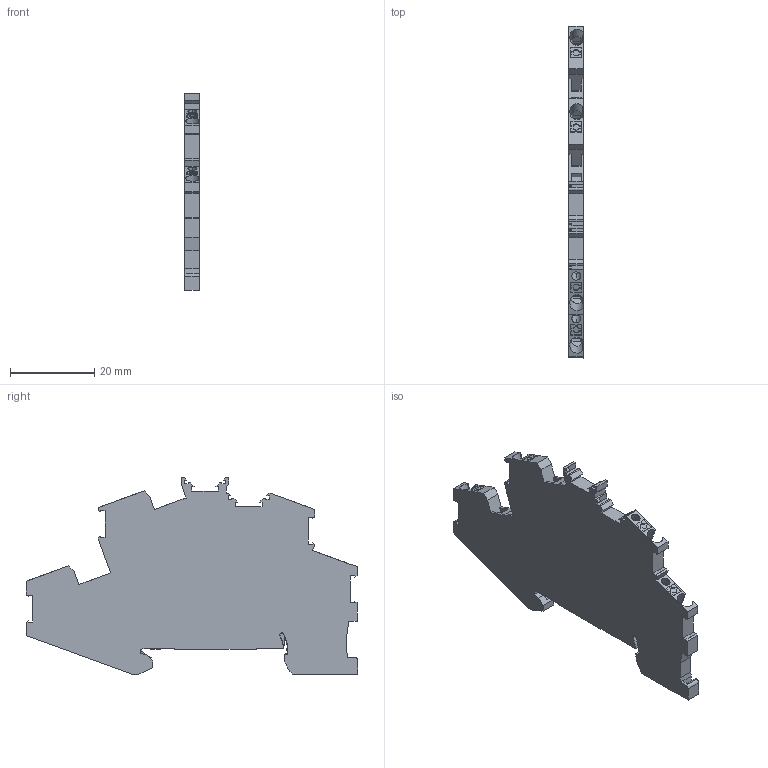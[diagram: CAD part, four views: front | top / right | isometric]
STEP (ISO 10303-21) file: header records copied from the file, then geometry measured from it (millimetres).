
FILE_DESCRIPTION(('Creo Elements/Direct Modeling STEP Export'),'2;1');
FILE_NAME('model.stp','2019-12-13T 7:09:12',(''),(''),'Creo Elements/Direct Modeling STEP processor for AP214 (Solid Model)','Creo Elements/Direct Modeling 20.1A 29-Sep-2018 (C) Parametric Technology GmbH','');
FILE_SCHEMA(('AUTOMOTIVE_DESIGN { 1 0 10303 214 1 1 1 1 }'));
Length unit declared in the file: millimetre
Products named in the file (2): PTTBS_1.5_S_PE-select
Assembly tree (1 placements, depth 2):
  PTTBS_1.5_S_PE-select
    PTTBS_1.5_S_PE-select
Bounding box: 3.5 x 78.8 x 46.72 mm (x, y, z)
Volume: 7869.6 mm3; surface area: 6751.8 mm2
Topology: 1 solids, 1 shells, 356 faces, 1043 edges, 695 vertices
Faces by surface type: plane 300, cylinder 52, cone 4
Entity records: 15818 total; most frequent: CARTESIAN_POINT 3589, ORIENTED_EDGE 2086, DIRECTION 1754, EDGE_CURVE 1043, VECTOR 848, LINE 848, VERTEX_POINT 695, AXIS2_PLACEMENT_3D 453
